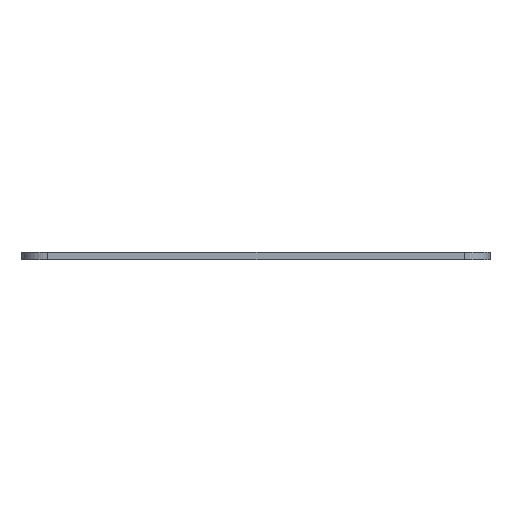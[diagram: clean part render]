
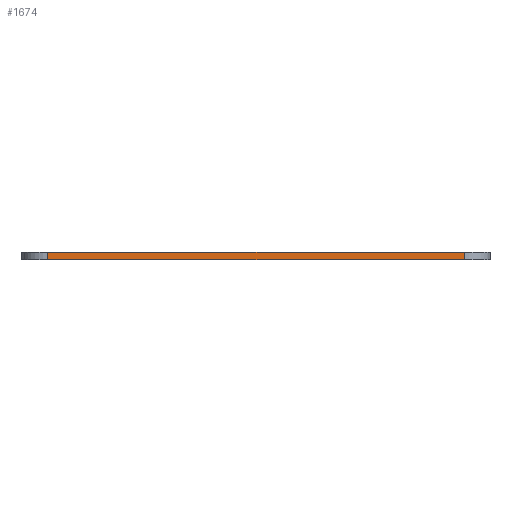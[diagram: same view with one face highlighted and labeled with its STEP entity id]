
A CAD part, left-side view. The second image highlights one B-rep face of the part: STEP entity #1674.
In plain terms, the highlighted planar face has unit normal (-1, 0, 0).
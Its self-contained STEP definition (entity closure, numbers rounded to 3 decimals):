
#41=PLANE('',#1776);
#88=FACE_OUTER_BOUND('',#174,.T.);
#174=EDGE_LOOP('',(#1133,#1134,#1135,#1136));
#286=LINE('',#2454,#458);
#287=LINE('',#2457,#459);
#288=LINE('',#2459,#460);
#289=LINE('',#2460,#461);
#458=VECTOR('',#1948,10.);
#459=VECTOR('',#1951,10.);
#460=VECTOR('',#1952,10.);
#461=VECTOR('',#1953,10.);
#709=VERTEX_POINT('',#2447);
#712=VERTEX_POINT('',#2452);
#713=VERTEX_POINT('',#2456);
#714=VERTEX_POINT('',#2458);
#880=EDGE_CURVE('',#712,#709,#286,.T.);
#881=EDGE_CURVE('',#713,#712,#287,.T.);
#882=EDGE_CURVE('',#714,#713,#288,.T.);
#883=EDGE_CURVE('',#709,#714,#289,.T.);
#1133=ORIENTED_EDGE('',*,*,#880,.F.);
#1134=ORIENTED_EDGE('',*,*,#881,.F.);
#1135=ORIENTED_EDGE('',*,*,#882,.F.);
#1136=ORIENTED_EDGE('',*,*,#883,.F.);
#1674=ADVANCED_FACE('',(#88),#41,.T.);
#1776=AXIS2_PLACEMENT_3D('',#2455,#1949,#1950);
#1948=DIRECTION('',(0.,0.,1.));
#1949=DIRECTION('center_axis',(-1.,0.,0.));
#1950=DIRECTION('ref_axis',(0.,-1.,0.));
#1951=DIRECTION('',(0.,1.,0.));
#1952=DIRECTION('',(0.,0.,-1.));
#1953=DIRECTION('',(0.,-1.,0.));
#2447=CARTESIAN_POINT('',(-20.49,15.41,1.5));
#2452=CARTESIAN_POINT('',(-20.49,15.41,0.));
#2454=CARTESIAN_POINT('',(-20.49,15.41,0.));
#2455=CARTESIAN_POINT('Origin',(-20.49,20.41,0.));
#2456=CARTESIAN_POINT('',(-20.49,-65.59,0.));
#2457=CARTESIAN_POINT('',(-20.49,-70.59,0.));
#2458=CARTESIAN_POINT('',(-20.49,-65.59,1.5));
#2459=CARTESIAN_POINT('',(-20.49,-65.59,0.));
#2460=CARTESIAN_POINT('',(-20.49,-70.59,1.5));
